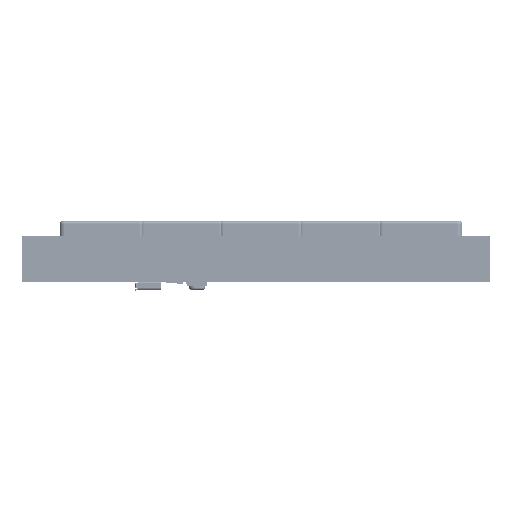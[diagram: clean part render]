
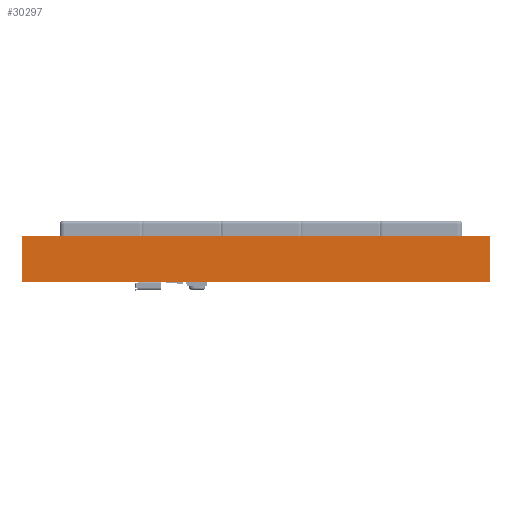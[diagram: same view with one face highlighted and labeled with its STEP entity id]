
A CAD part, left-side view. The second image highlights one B-rep face of the part: STEP entity #30297.
In plain terms, the highlighted planar face has unit normal (-1, 0, 0).
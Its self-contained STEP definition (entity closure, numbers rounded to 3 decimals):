
#6050=FACE_OUTER_BOUND('',#8706,.T.);
#8706=EDGE_LOOP('',(#27820,#27821,#27822,#27823));
#10915=LINE('',#53624,#13145);
#10933=LINE('',#53661,#13163);
#10934=LINE('',#53662,#13164);
#10935=LINE('',#53663,#13165);
#13145=VECTOR('',#42348,10.);
#13163=VECTOR('',#42382,10.);
#13164=VECTOR('',#42383,10.);
#13165=VECTOR('',#42384,10.);
#15836=VERTEX_POINT('',#53621);
#15837=VERTEX_POINT('',#53623);
#15847=VERTEX_POINT('',#53659);
#15848=VERTEX_POINT('',#53660);
#19823=EDGE_CURVE('',#15836,#15837,#10915,.T.);
#19841=EDGE_CURVE('',#15847,#15848,#10933,.T.);
#19842=EDGE_CURVE('',#15847,#15837,#10934,.T.);
#19843=EDGE_CURVE('',#15848,#15836,#10935,.T.);
#27820=ORIENTED_EDGE('',*,*,#19841,.F.);
#27821=ORIENTED_EDGE('',*,*,#19842,.T.);
#27822=ORIENTED_EDGE('',*,*,#19823,.F.);
#27823=ORIENTED_EDGE('',*,*,#19843,.F.);
#28413=PLANE('',#33628);
#30297=ADVANCED_FACE('',(#6050),#28413,.T.);
#33628=AXIS2_PLACEMENT_3D('',#53658,#42380,#42381);
#42348=DIRECTION('',(0.,-1.,0.));
#42380=DIRECTION('center_axis',(-1.,0.,0.));
#42381=DIRECTION('ref_axis',(0.,-1.,0.));
#42382=DIRECTION('',(0.,1.,0.));
#42383=DIRECTION('',(0.,0.,1.));
#42384=DIRECTION('',(0.,0.,1.));
#53621=CARTESIAN_POINT('',(-44.052,53.052,10.));
#53623=CARTESIAN_POINT('',(-44.052,-46.948,10.));
#53624=CARTESIAN_POINT('',(-44.052,-46.948,10.));
#53658=CARTESIAN_POINT('Origin',(-44.052,53.052,0.));
#53659=CARTESIAN_POINT('',(-44.052,-46.948,0.));
#53660=CARTESIAN_POINT('',(-44.052,53.052,0.));
#53661=CARTESIAN_POINT('',(-44.052,-46.948,0.));
#53662=CARTESIAN_POINT('',(-44.052,-46.948,0.));
#53663=CARTESIAN_POINT('',(-44.052,53.052,0.));
